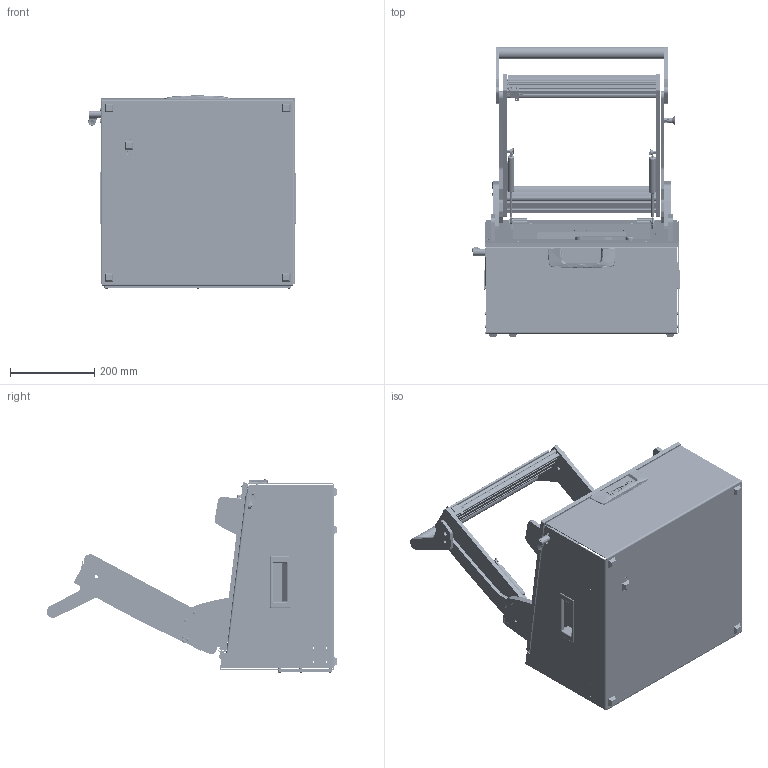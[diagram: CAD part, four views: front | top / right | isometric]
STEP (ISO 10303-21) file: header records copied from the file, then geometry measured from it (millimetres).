
FILE_DESCRIPTION (( 'STEP AP214' ), '1' );
FILE_NAME ('INGUN_33460_open.STEP', '2023-01-18T13:51:04', ( '' ), ( '' ), 'SwSTEP 2.0', 'SolidWorks 2021', '' );
FILE_SCHEMA (( 'AUTOMOTIVE_DESIGN' ));
Length unit declared in the file: millimetre
Products named in the file (101): 30915~0; 31788~1; 29805~4_geschlossen<S>; 109934~0_KUNDE<S>; 34328~1_S; INGUN_33460_open; DIN985-A2~n_M05,0; K_02037~0; 20901_01~0; 31109~0; 35151~0_S; 49317~0; 110322~4_S; 20901~0_Abstand 296<Standard>; DIN6325~n_03,0m6x010; ISO7380~n_M05,0x030; DIN125~n_05,3 M05,0 Fase; ISO7380~n_M04,0x010; 2528~0; 35650~11_KUNDE offen<S>; 31199~3_S; 35097~0; DIN6325~n_04,0m6x024; 33453~5; 38786~1_Einbau max 185,5 <Standard>; 110705~2_S; 30955~0_S; 55713~1_KUNDE<S>; 53031~0_S; DIN7991~n_M05,0x012; 111995~1_S; DIN6325~n_04,0m6x014; 110231~1_S; 47523~0_S; 32587~5_S; 35648~17; 30758_01~0_S; 109949~0_KUNDE<S>; 2720~0; 20902~0 ...
Assembly tree (176 placements, depth 6):
  INGUN_33460_open
    33449~5_S
      33453~5
      30758~0_S  x2
        30758_01~0_S
        30758_02~0_S
        38564~0
      31199~3_S
      20902~0
      2720~0  x5
      53032~0_S
      20901~0_Abstand 296<Standard>
        20901~0_ohne Schiebeteil<Standard>
        20901_01~0
      32462~0_S
      32171~0_S
      29805~4_geschlossen<S>
        110322~4_S
        110705~2_S
        30984~0_S
        110231~1_S
        110443~0_S
        30112~0
        ISO7380~n_M05,0x030
        ISO7380~n_M04,0x008  x2
        DIN914~n_M04,0x05
      35334~0_S
      DIN7991~n_M05,0x016
      ISO7380~n_M04,0x010  x4
      DIN7991~n_M05,0x012  x2
      8804~0
      DIN985-A2~n_M05,0  x3
      DIN125~n_05,3 M05,0 Fase  x2
    35650~11_KUNDE offen<S>
      109770~1_offen<S>
        35648~17
        35661~4_S
        35662~11_S
        35663~9_S
        2281~0_180ø<Standard>  x2
          2281~0
        112064~0_S  x2
        53031~0_S
        35649~1_S
        35651~1_S
        31253~0_S
        30955~0_S
        30915~0
        ASR~asr_拱04,2x07x拌8  x2
        2528~0  x2
        31109~0
        35664~1_S
        114566~0_S  x2
          112087~1_S
            111995~1_S
            112086~2_S
            DIN125~n_05,3 M05,0 Fase
          49317~0
          DIN912~n_M04,0x016
          DIN125~n_04,3 M04,0
Bounding box: 491.5 x 688.12 x 458.02 mm (x, y, z)
Volume: 5054774.5 mm3; surface area: 2967251.4 mm2
Topology: 198 solids, 198 shells, 5099 faces, 12872 edges, 8177 vertices
Faces by surface type: cylinder 2161, plane 1928, cone 625, bspline 234, torus 83, sphere 68
Entity records: 117732 total; most frequent: CARTESIAN_POINT 28284, DIRECTION 17755, ORIENTED_EDGE 16450, EDGE_CURVE 8225, AXIS2_PLACEMENT_3D 6683, VERTEX_POINT 5286, LINE 4389, VECTOR 4389
